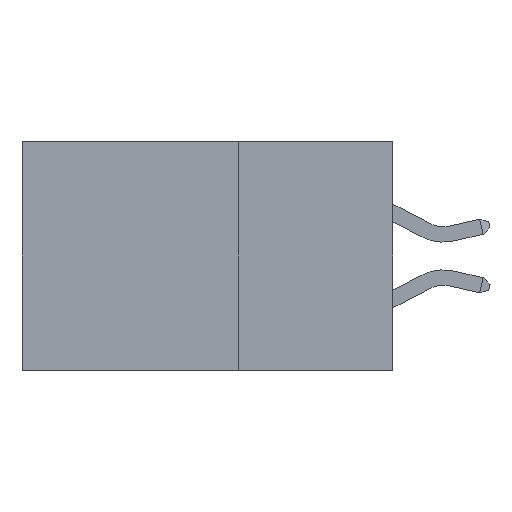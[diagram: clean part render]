
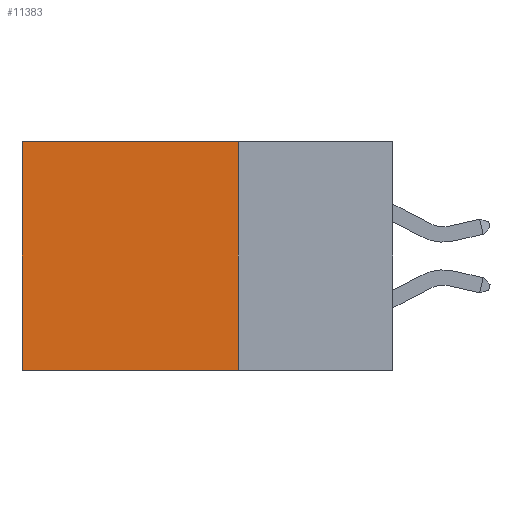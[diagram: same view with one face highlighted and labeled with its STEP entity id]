
A CAD part, left-side view. The second image highlights one B-rep face of the part: STEP entity #11383.
In plain terms, the highlighted planar face has unit normal (-1, 0, 0).
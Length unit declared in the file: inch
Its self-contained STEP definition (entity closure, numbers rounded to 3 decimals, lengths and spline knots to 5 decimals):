
#142 = CARTESIAN_POINT ( 'NONE',  ( 0.2875, 0.25, 0. ) ) ;
#291 = CARTESIAN_POINT ( 'NONE',  ( 0.2875, 0.25, 0. ) ) ;
#608 = VECTOR ( 'NONE', #874, 39.37008 ) ;
#874 = DIRECTION ( 'NONE',  ( 0., 0., -1. ) ) ;
#1118 = ORIENTED_EDGE ( 'NONE', *, *, #5986, .T. ) ;
#1176 = CARTESIAN_POINT ( 'NONE',  ( 0.2875, 0.25, -0.37 ) ) ;
#2567 = CARTESIAN_POINT ( 'NONE',  ( 0.2875, 0.6, -0.37 ) ) ;
#2590 = CARTESIAN_POINT ( 'NONE',  ( 0.2875, 0.25, -0.37 ) ) ;
#2952 = DIRECTION ( 'NONE',  ( 0., 0., -1. ) ) ;
#3352 = DIRECTION ( 'NONE',  ( 0., 1., 0. ) ) ;
#3999 = LINE ( 'NONE', #10052, #11406 ) ;
#5134 = DIRECTION ( 'NONE',  ( 0., 1., 0. ) ) ;
#5907 = LINE ( 'NONE', #2590, #8245 ) ;
#5986 = EDGE_CURVE ( 'NONE', #15917, #10203, #3999, .T. ) ;
#6142 = ORIENTED_EDGE ( 'NONE', *, *, #14219, .F. ) ;
#6218 = VERTEX_POINT ( 'NONE', #2567 ) ;
#6332 = VECTOR ( 'NONE', #10104, 39.37008 ) ;
#6925 = AXIS2_PLACEMENT_3D ( 'NONE', #142, #15070, #2952 ) ;
#7550 = EDGE_CURVE ( 'NONE', #10203, #6218, #9948, .T. ) ;
#8245 = VECTOR ( 'NONE', #5134, 39.37008 ) ;
#8808 = ORIENTED_EDGE ( 'NONE', *, *, #12277, .F. ) ;
#8989 = CARTESIAN_POINT ( 'NONE',  ( 0.2875, 0.25, 0. ) ) ;
#9948 = LINE ( 'NONE', #15567, #6332 ) ;
#10052 = CARTESIAN_POINT ( 'NONE',  ( 0.2875, 0.25, 0. ) ) ;
#10104 = DIRECTION ( 'NONE',  ( 0., 0., -1. ) ) ;
#10203 = VERTEX_POINT ( 'NONE', #11356 ) ;
#11038 = PLANE ( 'NONE',  #6925 ) ;
#11356 = CARTESIAN_POINT ( 'NONE',  ( 0.2875, 0.6, 0. ) ) ;
#11383 = ADVANCED_FACE ( 'NONE', ( #16372 ), #11038, .F. ) ;
#11406 = VECTOR ( 'NONE', #3352, 39.37008 ) ;
#11982 = EDGE_LOOP ( 'NONE', ( #15503, #8808, #6142, #1118 ) ) ;
#12277 = EDGE_CURVE ( 'NONE', #12861, #6218, #5907, .T. ) ;
#12861 = VERTEX_POINT ( 'NONE', #1176 ) ;
#13399 = LINE ( 'NONE', #8989, #608 ) ;
#14219 = EDGE_CURVE ( 'NONE', #15917, #12861, #13399, .T. ) ;
#15070 = DIRECTION ( 'NONE',  ( 1., 0., 0. ) ) ;
#15503 = ORIENTED_EDGE ( 'NONE', *, *, #7550, .T. ) ;
#15567 = CARTESIAN_POINT ( 'NONE',  ( 0.2875, 0.6, 0. ) ) ;
#15917 = VERTEX_POINT ( 'NONE', #291 ) ;
#16372 = FACE_OUTER_BOUND ( 'NONE', #11982, .T. ) ;
